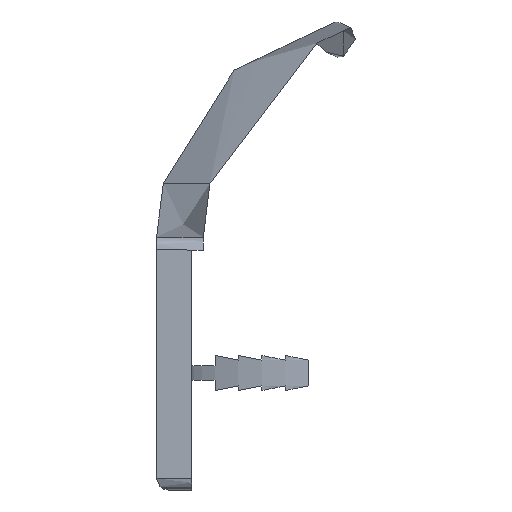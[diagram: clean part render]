
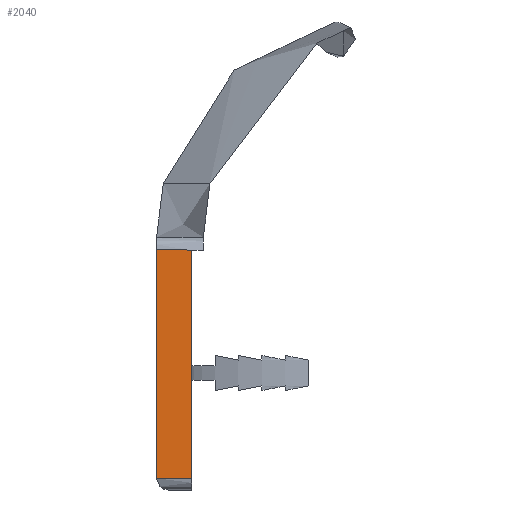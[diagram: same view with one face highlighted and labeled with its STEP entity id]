
A CAD part, left-side view. The second image highlights one B-rep face of the part: STEP entity #2040.
In plain terms, the highlighted planar face has unit normal (-1, 0, 0).
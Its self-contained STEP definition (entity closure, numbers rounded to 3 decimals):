
#320=CARTESIAN_POINT('',(-597.5,0.,1.));
#330=VERTEX_POINT('',#320);
#550=CARTESIAN_POINT('',(-597.5,-3.,1.));
#560=DIRECTION('',(0.,1.,0.));
#570=VECTOR('',#560,1.);
#580=LINE('',#550,#570);
#590=CARTESIAN_POINT('',(-597.5,-3.,1.));
#600=VERTEX_POINT('',#590);
#610=EDGE_CURVE('',#600,#330,#580,.T.);
#1110=CARTESIAN_POINT('',(-597.5,-3.,1.));
#1120=DIRECTION('',(0.,0.,1.));
#1130=VECTOR('',#1120,1.);
#1140=LINE('',#1110,#1130);
#1150=CARTESIAN_POINT('',(-597.497,-3.,20.5));
#1160=VERTEX_POINT('',#1150);
#1170=EDGE_CURVE('',#600,#1160,#1140,.T.);
#1800=CARTESIAN_POINT('',(-597.5,-4.,0.));
#1810=DIRECTION('',(-1.,0.,0.));
#1820=DIRECTION('',(0.,1.,0.));
#1830=AXIS2_PLACEMENT_3D('',#1800,#1810,#1820);
#1840=PLANE('',#1830);
#1850=ORIENTED_EDGE('',*,*,#610,.F.);
#1860=CARTESIAN_POINT('',(-597.5,0.,20.6));
#1870=DIRECTION('',(0.,0.,-1.));
#1880=VECTOR('',#1870,1.);
#1890=LINE('',#1860,#1880);
#1900=CARTESIAN_POINT('',(-597.5,0.,20.6));
#1910=VERTEX_POINT('',#1900);
#1920=EDGE_CURVE('',#1910,#330,#1890,.T.);
#1930=ORIENTED_EDGE('',*,*,#1920,.T.);
#1940=CARTESIAN_POINT('',(-597.5,0.,20.6));
#1950=CARTESIAN_POINT('',(-597.5,-1.,20.6));
#1960=CARTESIAN_POINT('',(-597.5,-2.,20.6));
#1970=CARTESIAN_POINT('',(-597.5,-3.,20.6));
#1980=B_SPLINE_CURVE_WITH_KNOTS('',3,(#1940,#1950,#1960,#1970),
.UNSPECIFIED.,.F.,.F.,(4,4),(0.,1.),.UNSPECIFIED.);
#1990=EDGE_CURVE('',#1910,#1160,#1980,.T.);
#2000=ORIENTED_EDGE('',*,*,#1990,.F.);
#2010=ORIENTED_EDGE('',*,*,#1170,.T.);
#2020=EDGE_LOOP('',(#2010,#2000,#1930,#1850));
#2030=FACE_OUTER_BOUND('',#2020,.T.);
#2040=ADVANCED_FACE('',(#2030),#1840,.T.);
